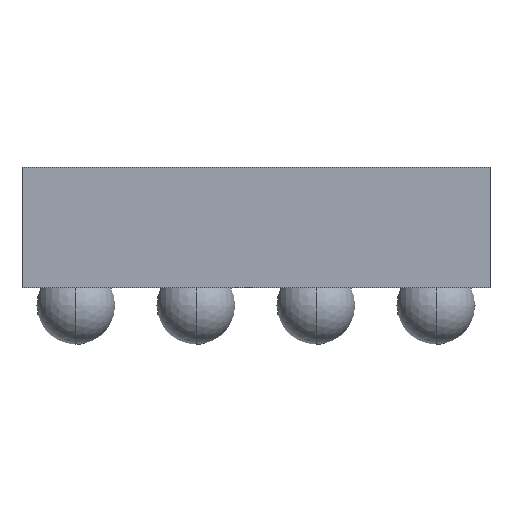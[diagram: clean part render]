
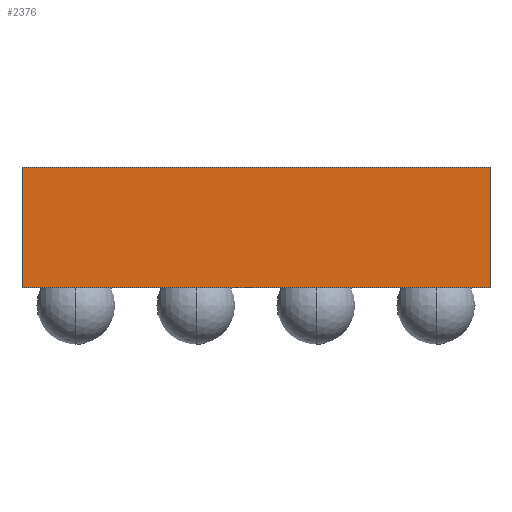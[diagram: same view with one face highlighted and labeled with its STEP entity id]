
A CAD part, front view. The second image highlights one B-rep face of the part: STEP entity #2376.
In plain terms, the highlighted planar face has unit normal (0, -1, 0).
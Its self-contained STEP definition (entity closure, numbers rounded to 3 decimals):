
#132 = DIRECTION ( 'NONE',  ( 0., 0., 1. ) ) ;
#164 = FACE_OUTER_BOUND ( 'NONE', #1677, .T. ) ;
#345 = LINE ( 'NONE', #2260, #1783 ) ;
#375 = CARTESIAN_POINT ( 'NONE',  ( -0.78, -0.98, 0.4 ) ) ;
#408 = DIRECTION ( 'NONE',  ( 1., 0., 0. ) ) ;
#503 = ORIENTED_EDGE ( 'NONE', *, *, #789, .F. ) ;
#723 = CARTESIAN_POINT ( 'NONE',  ( -0.78, -0.98, 0.4 ) ) ;
#726 = PLANE ( 'NONE',  #1283 ) ;
#733 = CARTESIAN_POINT ( 'NONE',  ( 0.78, -0.98, 0. ) ) ;
#789 = EDGE_CURVE ( 'NONE', #1171, #1787, #956, .T. ) ;
#848 = EDGE_CURVE ( 'NONE', #2428, #1504, #1418, .T. ) ;
#854 = ORIENTED_EDGE ( 'NONE', *, *, #848, .T. ) ;
#904 = DIRECTION ( 'NONE',  ( 0., 0., -1. ) ) ;
#956 = LINE ( 'NONE', #1737, #1130 ) ;
#1130 = VECTOR ( 'NONE', #2505, 1000. ) ;
#1132 = EDGE_CURVE ( 'NONE', #1171, #2428, #345, .T. ) ;
#1171 = VERTEX_POINT ( 'NONE', #723 ) ;
#1283 = AXIS2_PLACEMENT_3D ( 'NONE', #375, #2496, #132 ) ;
#1417 = ORIENTED_EDGE ( 'NONE', *, *, #1629, .F. ) ;
#1418 = LINE ( 'NONE', #2361, #1994 ) ;
#1429 = VECTOR ( 'NONE', #2116, 1000. ) ;
#1504 = VERTEX_POINT ( 'NONE', #733 ) ;
#1536 = CARTESIAN_POINT ( 'NONE',  ( -0.78, -0.98, 0. ) ) ;
#1629 = EDGE_CURVE ( 'NONE', #1787, #1504, #1927, .T. ) ;
#1677 = EDGE_LOOP ( 'NONE', ( #854, #1417, #503, #2120 ) ) ;
#1737 = CARTESIAN_POINT ( 'NONE',  ( -0.78, -0.98, 0.4 ) ) ;
#1783 = VECTOR ( 'NONE', #904, 1000. ) ;
#1787 = VERTEX_POINT ( 'NONE', #2018 ) ;
#1927 = LINE ( 'NONE', #1941, #1429 ) ;
#1941 = CARTESIAN_POINT ( 'NONE',  ( 0.78, -0.98, 0.4 ) ) ;
#1994 = VECTOR ( 'NONE', #408, 1000. ) ;
#2018 = CARTESIAN_POINT ( 'NONE',  ( 0.78, -0.98, 0.4 ) ) ;
#2116 = DIRECTION ( 'NONE',  ( 0., 0., -1. ) ) ;
#2120 = ORIENTED_EDGE ( 'NONE', *, *, #1132, .T. ) ;
#2260 = CARTESIAN_POINT ( 'NONE',  ( -0.78, -0.98, 0.4 ) ) ;
#2361 = CARTESIAN_POINT ( 'NONE',  ( -0.78, -0.98, 0. ) ) ;
#2376 = ADVANCED_FACE ( 'NONE', ( #164 ), #726, .F. ) ;
#2428 = VERTEX_POINT ( 'NONE', #1536 ) ;
#2496 = DIRECTION ( 'NONE',  ( 0., 1., 0. ) ) ;
#2505 = DIRECTION ( 'NONE',  ( 1., 0., 0. ) ) ;
